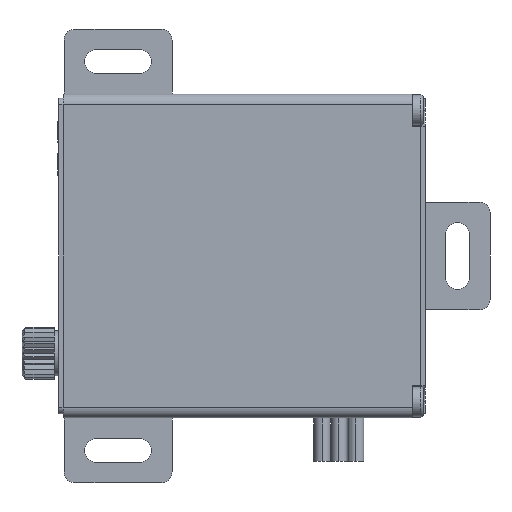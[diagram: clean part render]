
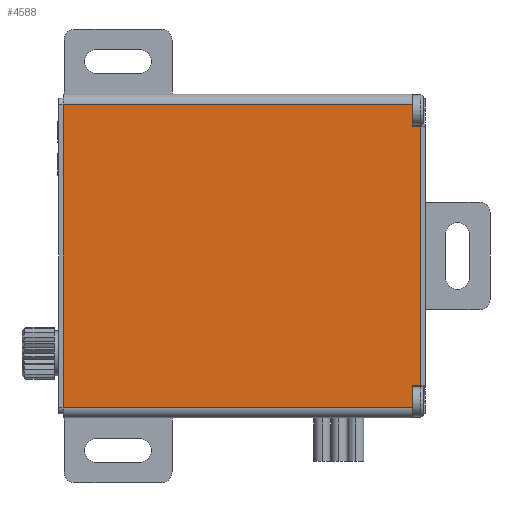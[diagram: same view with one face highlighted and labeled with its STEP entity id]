
A CAD part, left-side view. The second image highlights one B-rep face of the part: STEP entity #4588.
In plain terms, the highlighted planar face has unit normal (-1, 0, 0).
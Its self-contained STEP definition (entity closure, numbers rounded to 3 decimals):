
#391 = FACE_OUTER_BOUND ( 'NONE', #7992, .T. ) ;
#479 = DIRECTION ( 'NONE',  ( 0., 0., -1. ) ) ;
#573 = VECTOR ( 'NONE', #10100, 1000. ) ;
#642 = ORIENTED_EDGE ( 'NONE', *, *, #6501, .T. ) ;
#695 = CARTESIAN_POINT ( 'NONE',  ( -10., 1.2, 27. ) ) ;
#751 = CARTESIAN_POINT ( 'NONE',  ( -10., 33.94, 29. ) ) ;
#841 = CARTESIAN_POINT ( 'NONE',  ( -10., 33.94, 1. ) ) ;
#950 = ORIENTED_EDGE ( 'NONE', *, *, #10695, .F. ) ;
#962 = ORIENTED_EDGE ( 'NONE', *, *, #5208, .T. ) ;
#1281 = CARTESIAN_POINT ( 'NONE',  ( -10., 1.2, 1. ) ) ;
#1417 = VERTEX_POINT ( 'NONE', #3370 ) ;
#1468 = VERTEX_POINT ( 'NONE', #5090 ) ;
#1589 = ORIENTED_EDGE ( 'NONE', *, *, #7341, .F. ) ;
#1682 = CARTESIAN_POINT ( 'NONE',  ( -10., 0.4, 27. ) ) ;
#1716 = DIRECTION ( 'NONE',  ( 0., -1., 0. ) ) ;
#1762 = VERTEX_POINT ( 'NONE', #2722 ) ;
#2124 = ORIENTED_EDGE ( 'NONE', *, *, #2869, .F. ) ;
#2335 = VECTOR ( 'NONE', #479, 1000. ) ;
#2344 = CARTESIAN_POINT ( 'NONE',  ( -10., 33.54, 0. ) ) ;
#2637 = VECTOR ( 'NONE', #1716, 1000. ) ;
#2722 = CARTESIAN_POINT ( 'NONE',  ( -10., 33.54, 29. ) ) ;
#2787 = VERTEX_POINT ( 'NONE', #1682 ) ;
#2869 = EDGE_CURVE ( 'NONE', #2787, #1468, #3558, .T. ) ;
#2966 = ORIENTED_EDGE ( 'NONE', *, *, #6604, .T. ) ;
#3245 = LINE ( 'NONE', #10097, #10053 ) ;
#3370 = CARTESIAN_POINT ( 'NONE',  ( -10., 1.2, 29. ) ) ;
#3476 = AXIS2_PLACEMENT_3D ( 'NONE', #9073, #4835, #10856 ) ;
#3558 = LINE ( 'NONE', #7562, #4766 ) ;
#4029 = VECTOR ( 'NONE', #8427, 1000. ) ;
#4318 = ORIENTED_EDGE ( 'NONE', *, *, #8652, .F. ) ;
#4344 = VECTOR ( 'NONE', #6474, 1000. ) ;
#4588 = ADVANCED_FACE ( 'NONE', ( #391 ), #9949, .F. ) ;
#4650 = EDGE_CURVE ( 'NONE', #8311, #1762, #4668, .T. ) ;
#4668 = LINE ( 'NONE', #2344, #10416 ) ;
#4766 = VECTOR ( 'NONE', #10122, 1000. ) ;
#4835 = DIRECTION ( 'NONE',  ( 1., 0., 0. ) ) ;
#5090 = CARTESIAN_POINT ( 'NONE',  ( -10., 0.4, 3. ) ) ;
#5159 = LINE ( 'NONE', #841, #2637 ) ;
#5208 = EDGE_CURVE ( 'NONE', #1417, #1762, #6322, .T. ) ;
#5580 = CARTESIAN_POINT ( 'NONE',  ( -10., 1.2, 30. ) ) ;
#5622 = CARTESIAN_POINT ( 'NONE',  ( -10., 1.2, 0. ) ) ;
#5717 = VERTEX_POINT ( 'NONE', #1281 ) ;
#5829 = CARTESIAN_POINT ( 'NONE',  ( -10., 33.54, 1. ) ) ;
#6322 = LINE ( 'NONE', #751, #4029 ) ;
#6416 = VERTEX_POINT ( 'NONE', #10027 ) ;
#6474 = DIRECTION ( 'NONE',  ( 0., 0., -1. ) ) ;
#6501 = EDGE_CURVE ( 'NONE', #6416, #1468, #3245, .T. ) ;
#6604 = EDGE_CURVE ( 'NONE', #8311, #5717, #5159, .T. ) ;
#6612 = LINE ( 'NONE', #5622, #4344 ) ;
#7123 = LINE ( 'NONE', #5580, #2335 ) ;
#7341 = EDGE_CURVE ( 'NONE', #1417, #10443, #7123, .T. ) ;
#7366 = LINE ( 'NONE', #695, #573 ) ;
#7562 = CARTESIAN_POINT ( 'NONE',  ( -10., 0.4, 0. ) ) ;
#7992 = EDGE_LOOP ( 'NONE', ( #4318, #642, #2124, #950, #1589, #962, #10023, #2966 ) ) ;
#8311 = VERTEX_POINT ( 'NONE', #5829 ) ;
#8427 = DIRECTION ( 'NONE',  ( 0., 1., 0. ) ) ;
#8652 = EDGE_CURVE ( 'NONE', #6416, #5717, #6612, .T. ) ;
#9073 = CARTESIAN_POINT ( 'NONE',  ( -10., 33.94, 0. ) ) ;
#9145 = DIRECTION ( 'NONE',  ( 0., 0., 1. ) ) ;
#9757 = CARTESIAN_POINT ( 'NONE',  ( -10., 1.2, 27. ) ) ;
#9949 = PLANE ( 'NONE',  #3476 ) ;
#10023 = ORIENTED_EDGE ( 'NONE', *, *, #4650, .F. ) ;
#10027 = CARTESIAN_POINT ( 'NONE',  ( -10., 1.2, 3. ) ) ;
#10053 = VECTOR ( 'NONE', #11004, 1000. ) ;
#10097 = CARTESIAN_POINT ( 'NONE',  ( -10., 1.2, 3. ) ) ;
#10100 = DIRECTION ( 'NONE',  ( 0., -1., 0. ) ) ;
#10122 = DIRECTION ( 'NONE',  ( 0., 0., -1. ) ) ;
#10416 = VECTOR ( 'NONE', #9145, 1000. ) ;
#10443 = VERTEX_POINT ( 'NONE', #9757 ) ;
#10695 = EDGE_CURVE ( 'NONE', #10443, #2787, #7366, .T. ) ;
#10856 = DIRECTION ( 'NONE',  ( 0., 0., -1. ) ) ;
#11004 = DIRECTION ( 'NONE',  ( 0., -1., 0. ) ) ;
